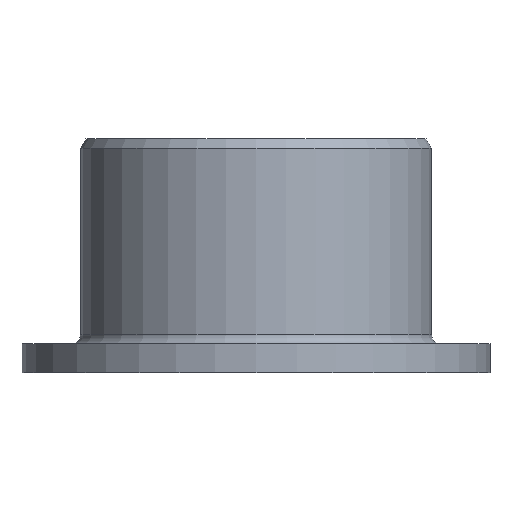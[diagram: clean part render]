
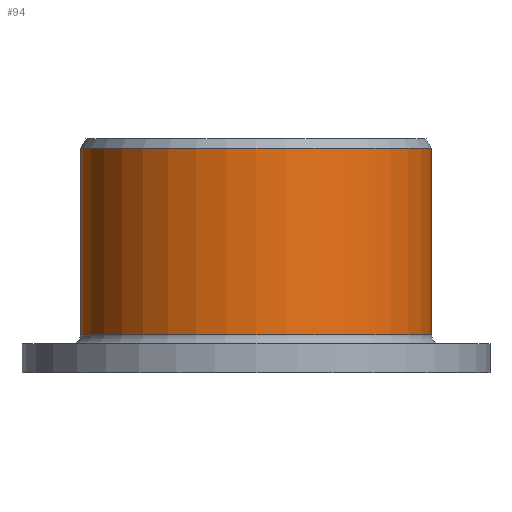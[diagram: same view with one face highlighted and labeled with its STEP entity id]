
A CAD part, front view. The second image highlights one B-rep face of the part: STEP entity #94.
In plain terms, the highlighted cylindrical face has radius 9.525 mm (diameter 19.05 mm), a full revolution.
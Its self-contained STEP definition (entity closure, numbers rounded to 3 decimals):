
#17=CYLINDRICAL_SURFACE($,#107,9.525);
#21=FACE_BOUND($,#39,.T.);
#29=FACE_OUTER_BOUND($,#38,.T.);
#38=EDGE_LOOP($,(#78));
#39=EDGE_LOOP($,(#79));
#52=CIRCLE($,#105,9.525);
#54=CIRCLE($,#108,9.525);
#60=VERTEX_POINT($,#156);
#62=VERTEX_POINT($,#161);
#68=EDGE_CURVE($,#60,#60,#52,.T.);
#70=EDGE_CURVE($,#62,#62,#54,.T.);
#78=ORIENTED_EDGE($,*,*,#68,.T.);
#79=ORIENTED_EDGE($,*,*,#70,.F.);
#94=ADVANCED_FACE($,(#29,#21),#17,.T.);
#105=AXIS2_PLACEMENT_3D($,#157,#124,#125);
#107=AXIS2_PLACEMENT_3D($,#160,#128,#129);
#108=AXIS2_PLACEMENT_3D($,#162,#130,#131);
#124=DIRECTION('center_axis',(0.,0.,1.));
#125=DIRECTION('ref_axis',(1.,0.,0.));
#128=DIRECTION('center_axis',(0.,0.,1.));
#129=DIRECTION('ref_axis',(1.,0.,0.));
#130=DIRECTION('center_axis',(0.,0.,1.));
#131=DIRECTION('ref_axis',(1.,0.,0.));
#156=CARTESIAN_POINT('',(9.525,0.,2.075));
#157=CARTESIAN_POINT('Origin',(0.,0.,2.075));
#160=CARTESIAN_POINT('Origin',(0.,0.,7.137));
#161=CARTESIAN_POINT('',(-9.525,0.,12.2));
#162=CARTESIAN_POINT('Origin',(0.,0.,12.2));
